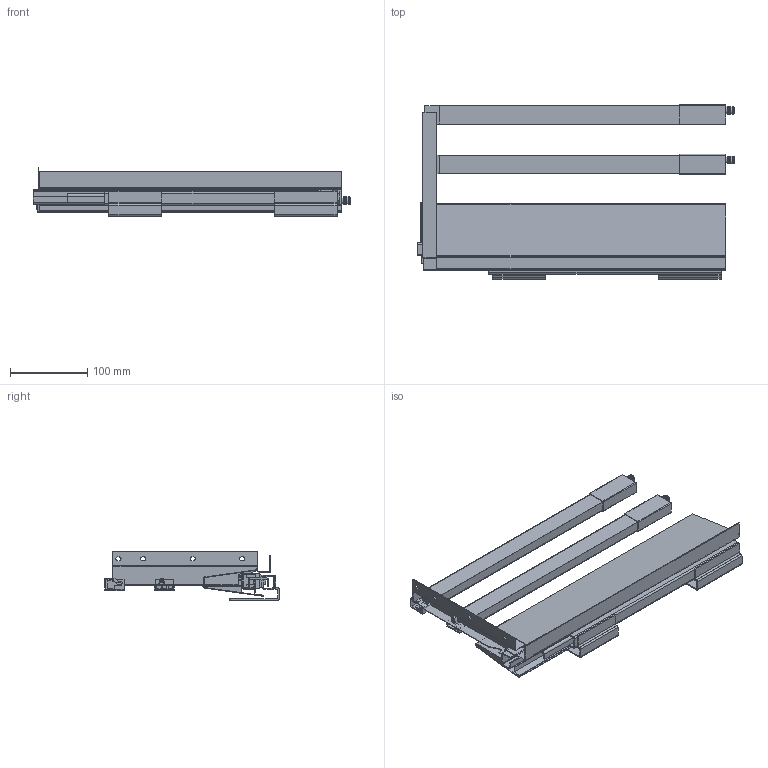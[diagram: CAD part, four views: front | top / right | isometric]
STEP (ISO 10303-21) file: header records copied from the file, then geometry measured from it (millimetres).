
FILE_DESCRIPTION (( 'STEP AP214' ), '1' );
FILE_NAME ('F000511,F000517-CLOSED_RIGHT_3D.step', '2022-10-10T14:57:24', ( '' ), ( '' ), 'SwSTEP 2.0', 'SolidWorks 2020', '' );
FILE_SCHEMA (( 'AUTOMOTIVE_DESIGN' ));
Length unit declared in the file: millimetre
Products named in the file (13): NX40-400-RELING HRANATY VNEJSI PRAVY; Riex NX40 Bocnice-400-H86-PRAVA; NX40-drzak zad-H204-PRAVY; NX40-400-STREDNI; NX40-BOCNICE-SESTAVA-H204-2xHRANATY RELING-400-PRAVA; NX40-Reling-SQUARE-400-BEZ DRZAKU; F000511,F000517-CLOSED_RIGHT_3D; NX40-400-VNITRNI PRAVY; NX40-Koncovka hranateho relingu vnejsi-PRAVA; NX40-400-CLOSED_RIGHT_3D; NX40-Koncovka hranateho relingu vnitrni-PRAVA; NX40-350,400,450-VNEJSI PRAVY; NX40-400-RELING HRANATY VNITRNI PRAVY
Assembly tree (13 placements, depth 4):
  F000511,F000517-CLOSED_RIGHT_3D
    NX40-400-CLOSED_RIGHT_3D
      NX40-350,400,450-VNEJSI PRAVY
      NX40-400-STREDNI
      NX40-400-VNITRNI PRAVY
    NX40-BOCNICE-SESTAVA-H204-2xHRANATY RELING-400-PRAVA
      Riex NX40 Bocnice-400-H86-PRAVA
      NX40-drzak zad-H204-PRAVY
      NX40-400-RELING HRANATY VNITRNI PRAVY
        NX40-Reling-SQUARE-400-BEZ DRZAKU
        NX40-Koncovka hranateho relingu vnitrni-PRAVA
      NX40-400-RELING HRANATY VNEJSI PRAVY
        NX40-Reling-SQUARE-400-BEZ DRZAKU
        NX40-Koncovka hranateho relingu vnejsi-PRAVA
Bounding box: 410 x 225.25 x 62.5 mm (x, y, z)
Volume: 252217.7 mm3; surface area: 524757.1 mm2
Topology: 19 solids, 21 shells, 486 faces, 1235 edges, 806 vertices
Faces by surface type: plane 293, cylinder 125, cone 68
Entity records: 13928 total; most frequent: DIRECTION 2343, CARTESIAN_POINT 2317, ORIENTED_EDGE 2254, EDGE_CURVE 1127, LINE 823, VECTOR 823, AXIS2_PLACEMENT_3D 760, VERTEX_POINT 734
